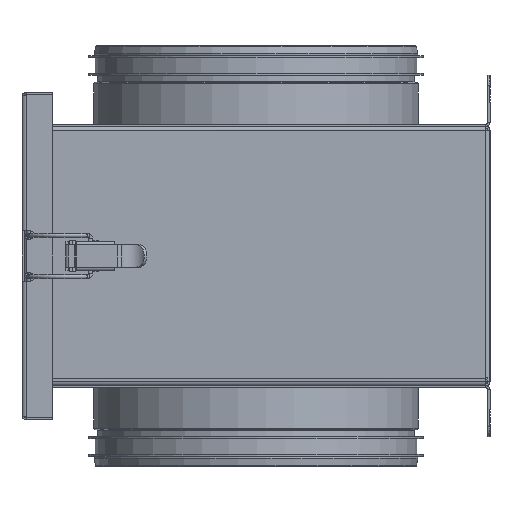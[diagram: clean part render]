
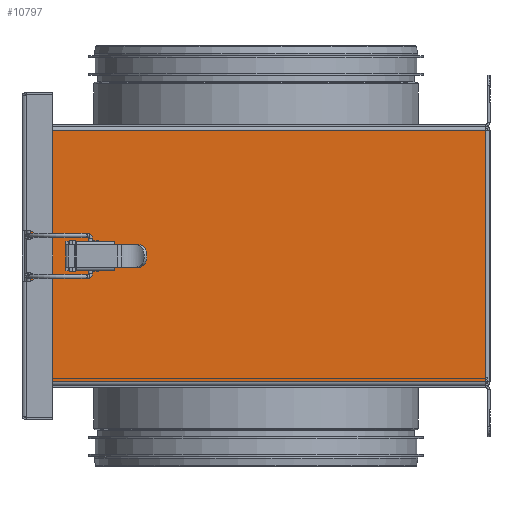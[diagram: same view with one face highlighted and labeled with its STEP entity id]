
A CAD part, left-side view. The second image highlights one B-rep face of the part: STEP entity #10797.
In plain terms, the highlighted planar face has unit normal (-1, 0, 0).
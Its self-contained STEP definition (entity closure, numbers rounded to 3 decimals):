
#188=FACE_BOUND('',#2253,.T.);
#189=FACE_BOUND('',#2254,.T.);
#190=FACE_BOUND('',#2255,.T.);
#334=CIRCLE('',#11248,10.);
#959=PLANE('',#11850);
#1514=FACE_OUTER_BOUND('',#2252,.T.);
#2252=EDGE_LOOP('',(#9034,#9035,#9036,#9037,#9038,#9039,#9040,#9041,#9042,
#9043,#9044,#9045));
#2253=EDGE_LOOP('',(#9046,#9047,#9048,#9049));
#2254=EDGE_LOOP('',(#9050,#9051,#9052,#9053));
#2255=EDGE_LOOP('',(#9054,#9055,#9056,#9057,#9058,#9059,#9060,#9061));
#2486=LINE('',#15489,#3414);
#2488=LINE('',#15497,#3416);
#2496=LINE('',#15524,#3424);
#2498=LINE('',#15532,#3426);
#2508=LINE('',#15564,#3436);
#2521=LINE('',#15595,#3449);
#2559=LINE('',#15769,#3487);
#2580=LINE('',#15824,#3508);
#2607=LINE('',#15894,#3535);
#2618=LINE('',#15934,#3546);
#2624=LINE('',#15953,#3552);
#2632=LINE('',#15971,#3560);
#2643=LINE('',#16002,#3571);
#2645=LINE('',#16005,#3573);
#2647=LINE('',#16011,#3575);
#3137=LINE('',#17833,#4065);
#3153=LINE('',#17900,#4081);
#3191=LINE('',#18025,#4119);
#3192=LINE('',#18027,#4120);
#3193=LINE('',#18029,#4121);
#3194=LINE('',#18031,#4122);
#3195=LINE('',#18033,#4123);
#3196=LINE('',#18035,#4124);
#3197=LINE('',#18037,#4125);
#3198=LINE('',#18039,#4126);
#3199=LINE('',#18041,#4127);
#3200=LINE('',#18042,#4128);
#3414=VECTOR('',#12385,10.);
#3416=VECTOR('',#12393,10.);
#3424=VECTOR('',#12413,10.);
#3426=VECTOR('',#12421,10.);
#3436=VECTOR('',#12447,10.);
#3449=VECTOR('',#12478,10.);
#3487=VECTOR('',#12612,10.);
#3508=VECTOR('',#12675,10.);
#3535=VECTOR('',#12750,10.);
#3546=VECTOR('',#12787,10.);
#3552=VECTOR('',#12803,10.);
#3560=VECTOR('',#12821,10.);
#3571=VECTOR('',#12852,10.);
#3573=VECTOR('',#12856,10.);
#3575=VECTOR('',#12864,10.);
#4065=VECTOR('',#14480,10.);
#4081=VECTOR('',#14518,10.);
#4119=VECTOR('',#14610,10.);
#4120=VECTOR('',#14611,10.);
#4121=VECTOR('',#14612,10.);
#4122=VECTOR('',#14613,10.);
#4123=VECTOR('',#14614,10.);
#4124=VECTOR('',#14615,10.);
#4125=VECTOR('',#14616,10.);
#4126=VECTOR('',#14617,10.);
#4127=VECTOR('',#14618,10.);
#4128=VECTOR('',#14619,10.);
#4384=VERTEX_POINT('',#15487);
#4385=VERTEX_POINT('',#15488);
#4388=VERTEX_POINT('',#15496);
#4400=VERTEX_POINT('',#15522);
#4401=VERTEX_POINT('',#15523);
#4404=VERTEX_POINT('',#15531);
#4418=VERTEX_POINT('',#15563);
#4459=VERTEX_POINT('',#15768);
#4490=VERTEX_POINT('',#15892);
#4491=VERTEX_POINT('',#15893);
#4507=VERTEX_POINT('',#15932);
#4515=VERTEX_POINT('',#15952);
#4520=VERTEX_POINT('',#15969);
#4529=VERTEX_POINT('',#15999);
#4530=VERTEX_POINT('',#16001);
#4531=VERTEX_POINT('',#16007);
#5008=VERTEX_POINT('',#17824);
#5009=VERTEX_POINT('',#17832);
#5017=VERTEX_POINT('',#17897);
#5018=VERTEX_POINT('',#17899);
#5041=VERTEX_POINT('',#18026);
#5042=VERTEX_POINT('',#18028);
#5043=VERTEX_POINT('',#18030);
#5044=VERTEX_POINT('',#18032);
#5045=VERTEX_POINT('',#18034);
#5046=VERTEX_POINT('',#18036);
#5047=VERTEX_POINT('',#18038);
#5048=VERTEX_POINT('',#18040);
#5335=EDGE_CURVE('',#4384,#4385,#2486,.T.);
#5339=EDGE_CURVE('',#4388,#4384,#2488,.T.);
#5352=EDGE_CURVE('',#4400,#4401,#2496,.T.);
#5356=EDGE_CURVE('',#4404,#4400,#2498,.T.);
#5372=EDGE_CURVE('',#4385,#4418,#2508,.T.);
#5389=EDGE_CURVE('',#4418,#4388,#2521,.T.);
#5450=EDGE_CURVE('',#4401,#4459,#2559,.T.);
#5479=EDGE_CURVE('',#4459,#4404,#2580,.T.);
#5511=EDGE_CURVE('',#4490,#4491,#2607,.T.);
#5532=EDGE_CURVE('',#4491,#4507,#2618,.T.);
#5541=EDGE_CURVE('',#4515,#4490,#2624,.T.);
#5551=EDGE_CURVE('',#4507,#4520,#2632,.T.);
#5566=EDGE_CURVE('',#4530,#4529,#2643,.T.);
#5568=EDGE_CURVE('',#4520,#4530,#2645,.T.);
#5569=EDGE_CURVE('',#4529,#4531,#334,.T.);
#5571=EDGE_CURVE('',#4531,#4515,#2647,.T.);
#6341=EDGE_CURVE('',#5009,#5008,#3137,.T.);
#6362=EDGE_CURVE('',#5018,#5017,#3153,.T.);
#6411=EDGE_CURVE('',#5008,#5018,#3191,.T.);
#6412=EDGE_CURVE('',#5041,#5017,#3192,.T.);
#6413=EDGE_CURVE('',#5041,#5042,#3193,.T.);
#6414=EDGE_CURVE('',#5042,#5043,#3194,.T.);
#6415=EDGE_CURVE('',#5043,#5044,#3195,.T.);
#6416=EDGE_CURVE('',#5044,#5045,#3196,.T.);
#6417=EDGE_CURVE('',#5045,#5046,#3197,.T.);
#6418=EDGE_CURVE('',#5046,#5047,#3198,.T.);
#6419=EDGE_CURVE('',#5047,#5048,#3199,.T.);
#6420=EDGE_CURVE('',#5009,#5048,#3200,.T.);
#9034=ORIENTED_EDGE('',*,*,#6341,.T.);
#9035=ORIENTED_EDGE('',*,*,#6411,.T.);
#9036=ORIENTED_EDGE('',*,*,#6362,.T.);
#9037=ORIENTED_EDGE('',*,*,#6412,.F.);
#9038=ORIENTED_EDGE('',*,*,#6413,.T.);
#9039=ORIENTED_EDGE('',*,*,#6414,.T.);
#9040=ORIENTED_EDGE('',*,*,#6415,.T.);
#9041=ORIENTED_EDGE('',*,*,#6416,.T.);
#9042=ORIENTED_EDGE('',*,*,#6417,.T.);
#9043=ORIENTED_EDGE('',*,*,#6418,.T.);
#9044=ORIENTED_EDGE('',*,*,#6419,.T.);
#9045=ORIENTED_EDGE('',*,*,#6420,.F.);
#9046=ORIENTED_EDGE('',*,*,#5339,.T.);
#9047=ORIENTED_EDGE('',*,*,#5335,.T.);
#9048=ORIENTED_EDGE('',*,*,#5372,.T.);
#9049=ORIENTED_EDGE('',*,*,#5389,.T.);
#9050=ORIENTED_EDGE('',*,*,#5356,.T.);
#9051=ORIENTED_EDGE('',*,*,#5352,.T.);
#9052=ORIENTED_EDGE('',*,*,#5450,.T.);
#9053=ORIENTED_EDGE('',*,*,#5479,.T.);
#9054=ORIENTED_EDGE('',*,*,#5566,.T.);
#9055=ORIENTED_EDGE('',*,*,#5569,.T.);
#9056=ORIENTED_EDGE('',*,*,#5571,.T.);
#9057=ORIENTED_EDGE('',*,*,#5541,.T.);
#9058=ORIENTED_EDGE('',*,*,#5511,.T.);
#9059=ORIENTED_EDGE('',*,*,#5532,.T.);
#9060=ORIENTED_EDGE('',*,*,#5551,.T.);
#9061=ORIENTED_EDGE('',*,*,#5568,.T.);
#10797=ADVANCED_FACE('',(#1514,#188,#189,#190),#959,.F.);
#11248=AXIS2_PLACEMENT_3D('',#16008,#12859,#12860);
#11850=AXIS2_PLACEMENT_3D('',#18024,#14608,#14609);
#12385=DIRECTION('',(0.,0.,1.));
#12393=DIRECTION('',(0.,1.,0.));
#12413=DIRECTION('',(0.,0.,-1.));
#12421=DIRECTION('',(0.,-1.,0.));
#12447=DIRECTION('',(0.,-1.,0.));
#12478=DIRECTION('',(0.,0.,-1.));
#12612=DIRECTION('',(0.,1.,0.));
#12675=DIRECTION('',(0.,0.,1.));
#12750=DIRECTION('',(0.,1.,0.));
#12787=DIRECTION('',(0.,0.,1.));
#12803=DIRECTION('',(0.,0.,-1.));
#12821=DIRECTION('',(0.,-1.,0.));
#12852=DIRECTION('',(0.,-1.,0.));
#12856=DIRECTION('',(0.,0.,-1.));
#12859=DIRECTION('center_axis',(1.,0.,0.));
#12860=DIRECTION('ref_axis',(0.,1.,0.));
#12864=DIRECTION('',(0.,1.,0.));
#14480=DIRECTION('',(0.,-1.,0.));
#14518=DIRECTION('',(0.,1.,0.));
#14608=DIRECTION('center_axis',(1.,0.,0.));
#14609=DIRECTION('ref_axis',(0.,0.,
1.));
#14610=DIRECTION('',(0.,0.,1.));
#14611=DIRECTION('',(0.,0.,1.));
#14612=DIRECTION('',(0.,-1.,0.));
#14613=DIRECTION('',(0.,0.,-1.));
#14614=DIRECTION('',(0.,1.,0.));
#14615=DIRECTION('',(0.,0.,-1.));
#14616=DIRECTION('',(0.,-1.,0.));
#14617=DIRECTION('',(0.,0.,-1.));
#14618=DIRECTION('',(0.,1.,0.));
#14619=DIRECTION('',(0.,0.,1.));
#15487=CARTESIAN_POINT('',(-130.5,189.719,5.65));
#15488=CARTESIAN_POINT('',(-130.5,189.719,7.25));
#15489=CARTESIAN_POINT('',(-130.5,189.719,7.25));
#15496=CARTESIAN_POINT('',(-130.5,184.642,5.65));
#15497=CARTESIAN_POINT('',(-130.5,148.534,5.65));
#15522=CARTESIAN_POINT('',(-130.5,184.642,-5.65));
#15523=CARTESIAN_POINT('',(-130.5,184.642,-7.25));
#15524=CARTESIAN_POINT('',(-130.5,184.642,-5.65));
#15531=CARTESIAN_POINT('',(-130.5,189.719,-5.65));
#15532=CARTESIAN_POINT('',(-130.5,148.535,-5.65));
#15563=CARTESIAN_POINT('',(-130.5,184.642,7.25));
#15564=CARTESIAN_POINT('',(-130.5,148.534,7.25));
#15595=CARTESIAN_POINT('',(-130.5,184.642,7.25));
#15768=CARTESIAN_POINT('',(-130.5,189.719,-7.25));
#15769=CARTESIAN_POINT('',(-130.5,148.535,-7.25));
#15824=CARTESIAN_POINT('',(-130.5,189.719,-5.65));
#15892=CARTESIAN_POINT('',(-130.5,191.6,-7.5));
#15893=CARTESIAN_POINT('',(-130.5,193.9,-7.5));
#15894=CARTESIAN_POINT('',(-130.5,158.856,-7.5));
#15932=CARTESIAN_POINT('',(-130.5,193.9,7.5));
#15934=CARTESIAN_POINT('',(-130.5,193.9,-7.5));
#15952=CARTESIAN_POINT('',(-130.5,191.6,-5.5));
#15953=CARTESIAN_POINT('',(-130.5,191.6,-2.75));
#15969=CARTESIAN_POINT('',(-130.5,191.6,7.5));
#15971=CARTESIAN_POINT('',(-130.5,158.856,7.5));
#15999=CARTESIAN_POINT('',(-130.5,172.548,5.5));
#16001=CARTESIAN_POINT('',(-130.5,191.6,5.5));
#16002=CARTESIAN_POINT('',(-130.5,152.485,5.5));
#16005=CARTESIAN_POINT('',(-130.5,191.6,2.75));
#16007=CARTESIAN_POINT('',(-130.5,172.548,-5.5));
#16008=CARTESIAN_POINT('Origin',(-130.5,180.9,0.));
#16011=CARTESIAN_POINT('',(-130.5,152.485,-5.5));
#17824=CARTESIAN_POINT('',(-130.5,2.,-61.5));
#17832=CARTESIAN_POINT('',(-130.5,227.,-61.5));
#17833=CARTESIAN_POINT('',(-130.5,170.185,-61.5));
#17897=CARTESIAN_POINT('',(-130.5,227.,61.5));
#17899=CARTESIAN_POINT('',(-130.5,2.,61.5));
#17900=CARTESIAN_POINT('',(-130.5,57.685,61.5));
#18024=CARTESIAN_POINT('Origin',(-130.5,113.369,0.));
#18025=CARTESIAN_POINT('',(-130.5,2.,0.));
#18026=CARTESIAN_POINT('',(-130.5,227.,48.51));
#18027=CARTESIAN_POINT('',(-130.5,227.,-63.5));
#18028=CARTESIAN_POINT('',(-130.5,224.99,48.51));
#18029=CARTESIAN_POINT('',(-130.5,170.185,48.51));
#18030=CARTESIAN_POINT('',(-130.5,224.99,48.5));
#18031=CARTESIAN_POINT('',(-130.5,224.99,24.255));
#18032=CARTESIAN_POINT('',(-130.5,225.,48.5));
#18033=CARTESIAN_POINT('',(-130.5,169.18,48.5));
#18034=CARTESIAN_POINT('',(-130.5,225.,-48.5));
#18035=CARTESIAN_POINT('',(-130.5,225.,24.25));
#18036=CARTESIAN_POINT('',(-130.5,224.99,-48.5));
#18037=CARTESIAN_POINT('',(-130.5,170.185,-48.5));
#18038=CARTESIAN_POINT('',(-130.5,224.99,-48.51));
#18039=CARTESIAN_POINT('',(-130.5,224.99,-24.25));
#18040=CARTESIAN_POINT('',(-130.5,227.,-48.51));
#18041=CARTESIAN_POINT('',(-130.5,169.18,-48.51));
#18042=CARTESIAN_POINT('',(-130.5,227.,-63.5));
